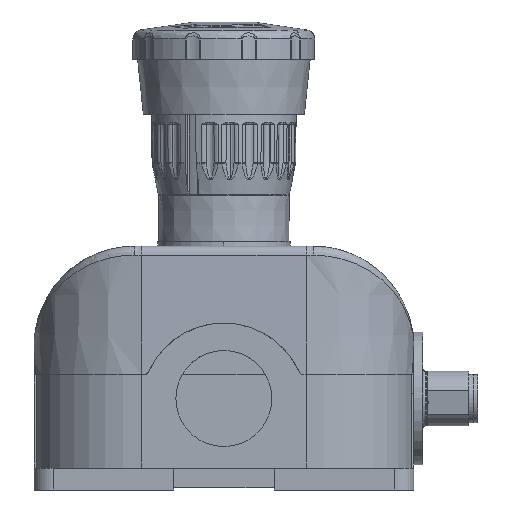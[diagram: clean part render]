
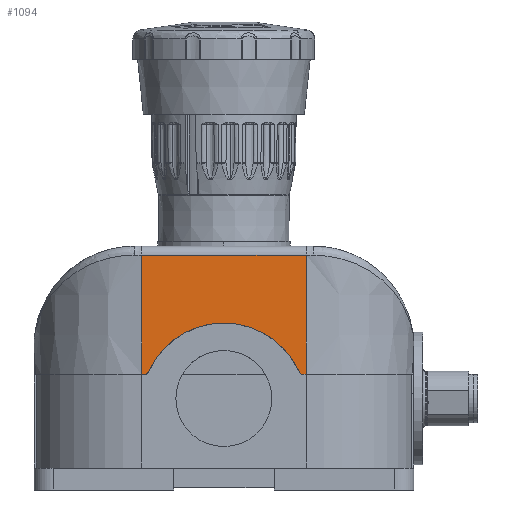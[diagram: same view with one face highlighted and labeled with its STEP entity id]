
A CAD part, front view. The second image highlights one B-rep face of the part: STEP entity #1094.
In plain terms, the highlighted planar face has unit normal (0, -1, 0.006).
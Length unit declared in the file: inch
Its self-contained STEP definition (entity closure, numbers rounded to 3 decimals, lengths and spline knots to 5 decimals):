
#80 = ORIENTED_EDGE ( 'NONE', *, *, #5662, .T. ) ;
#89 = EDGE_LOOP ( 'NONE', ( #21000, #46458, #12471, #31878, #1803, #11056, #44943, #2423, #80 ) ) ;
#1094 = ADVANCED_FACE ( 'NONE', ( #16263 ), #21491, .T. ) ;
#1803 = ORIENTED_EDGE ( 'NONE', *, *, #40891, .T. ) ;
#2423 = ORIENTED_EDGE ( 'NONE', *, *, #31157, .T. ) ;
#2761 = CARTESIAN_POINT ( 'NONE',  ( 0.98668, -2.84032, 1.01706 ) ) ;
#3116 = VERTEX_POINT ( 'NONE', #17317 ) ;
#4215 = VERTEX_POINT ( 'NONE', #22850 ) ;
#4518 = CARTESIAN_POINT ( 'NONE',  ( 1.63386, -2.83788, 1.43701 ) ) ;
#4644 =( BOUNDED_CURVE ( )  B_SPLINE_CURVE ( 3, ( #2761, #17352, #46157, #13313 ),
 .UNSPECIFIED., .F., .F. ) 
 B_SPLINE_CURVE_WITH_KNOTS ( ( 4, 4 ),
 ( 5.132, 6.28319 ),
 .UNSPECIFIED. ) 
 CURVE ( )  GEOMETRIC_REPRESENTATION_ITEM ( )  RATIONAL_B_SPLINE_CURVE ( ( 1., 0.893, 0.893, 1. ) ) 
 REPRESENTATION_ITEM ( '' )  );
#5495 =( BOUNDED_CURVE ( )  B_SPLINE_CURVE ( 3, ( #42937, #20659, #23513, #38386 ),
 .UNSPECIFIED., .F., .F. ) 
 B_SPLINE_CURVE_WITH_KNOTS ( ( 4, 4 ),
 ( 1.99041, 3.14159 ),
 .UNSPECIFIED. ) 
 CURVE ( )  GEOMETRIC_REPRESENTATION_ITEM ( )  RATIONAL_B_SPLINE_CURVE ( ( 1., 0.893, 0.893, 1. ) ) 
 REPRESENTATION_ITEM ( '' )  );
#5662 = EDGE_CURVE ( 'NONE', #36027, #41751, #5495, .T. ) ;
#7823 = LINE ( 'NONE', #15230, #25781 ) ;
#9073 = CARTESIAN_POINT ( 'NONE',  ( 1.92197, -2.83788, 1.43701 ) ) ;
#10480 = LINE ( 'NONE', #25750, #39193 ) ;
#11056 = ORIENTED_EDGE ( 'NONE', *, *, #18130, .T. ) ;
#12273 = VERTEX_POINT ( 'NONE', #33189 ) ;
#12315 = EDGE_CURVE ( 'NONE', #41751, #13003, #10480, .T. ) ;
#12471 = ORIENTED_EDGE ( 'NONE', *, *, #23400, .F. ) ;
#13003 = VERTEX_POINT ( 'NONE', #36689 ) ;
#13313 = CARTESIAN_POINT ( 'NONE',  ( 1.63386, -2.83788, 1.43701 ) ) ;
#13786 = CARTESIAN_POINT ( 'NONE',  ( 2.3134, -2.84044, 0.99606 ) ) ;
#15230 = CARTESIAN_POINT ( 'NONE',  ( 0.81693, -2.83448, 2.02014 ) ) ;
#15907 = DIRECTION ( 'NONE',  ( 0., 0.006, 1. ) ) ;
#16242 =( BOUNDED_CURVE ( )  B_SPLINE_CURVE ( 3, ( #21244, #28185, #32028, #43300 ),
 .UNSPECIFIED., .F., .T. ) 
 B_SPLINE_CURVE_WITH_KNOTS ( ( 4, 4 ),
 ( 0., 1.15118 ),
 .UNSPECIFIED. ) 
 CURVE ( )  GEOMETRIC_REPRESENTATION_ITEM ( )  RATIONAL_B_SPLINE_CURVE ( ( 1., 0.893, 0.893, 1. ) ) 
 REPRESENTATION_ITEM ( '' )  );
#16263 = FACE_OUTER_BOUND ( 'NONE', #89, .T. ) ;
#17206 = DIRECTION ( 'NONE',  ( 0., -1., 0.006 ) ) ;
#17317 = CARTESIAN_POINT ( 'NONE',  ( 0.95432, -2.84044, 0.99606 ) ) ;
#17352 = CARTESIAN_POINT ( 'NONE',  ( 1.10406, -2.83879, 1.28018 ) ) ;
#18130 = EDGE_CURVE ( 'NONE', #3116, #32885, #16242, .T. ) ;
#19032 = LINE ( 'NONE', #30017, #30155 ) ;
#20382 = LINE ( 'NONE', #24421, #35955 ) ;
#20659 = CARTESIAN_POINT ( 'NONE',  ( 2.28691, -2.84039, 1.0039 ) ) ;
#21000 = ORIENTED_EDGE ( 'NONE', *, *, #12315, .T. ) ;
#21244 = CARTESIAN_POINT ( 'NONE',  ( 0.95432, -2.84044, 0.99606 ) ) ;
#21491 = PLANE ( 'NONE',  #25234 ) ;
#22850 = CARTESIAN_POINT ( 'NONE',  ( 0.9252, -2.84044, 0.99606 ) ) ;
#23400 = EDGE_CURVE ( 'NONE', #41273, #12273, #7823, .T. ) ;
#23513 = CARTESIAN_POINT ( 'NONE',  ( 2.29899, -2.84044, 0.99606 ) ) ;
#23723 = DIRECTION ( 'NONE',  ( 1., 0., 0. ) ) ;
#24421 = CARTESIAN_POINT ( 'NONE',  ( 2.62524, -2.84044, 0.99606 ) ) ;
#24817 = DIRECTION ( 'NONE',  ( 1., 0., 0. ) ) ;
#25002 = CARTESIAN_POINT ( 'NONE',  ( 0.9252, -2.84044, 0.99606 ) ) ;
#25234 = AXIS2_PLACEMENT_3D ( 'NONE', #42624, #17206, #25309 ) ;
#25309 = DIRECTION ( 'NONE',  ( 0., -0.006, -1. ) ) ;
#25750 = CARTESIAN_POINT ( 'NONE',  ( 2.62524, -2.84044, 0.99606 ) ) ;
#25781 = VECTOR ( 'NONE', #33413, 39.37008 ) ;
#26973 = CARTESIAN_POINT ( 'NONE',  ( 2.28104, -2.84032, 1.01706 ) ) ;
#27562 =( BOUNDED_CURVE ( )  B_SPLINE_CURVE ( 3, ( #31058, #9073, #45738, #34694 ),
 .UNSPECIFIED., .F., .F. ) 
 B_SPLINE_CURVE_WITH_KNOTS ( ( 4, 4 ),
 ( 0., 1.15118 ),
 .UNSPECIFIED. ) 
 CURVE ( )  GEOMETRIC_REPRESENTATION_ITEM ( )  RATIONAL_B_SPLINE_CURVE ( ( 1., 0.893, 0.893, 1. ) ) 
 REPRESENTATION_ITEM ( '' )  );
#28185 = CARTESIAN_POINT ( 'NONE',  ( 0.96872, -2.84044, 0.99606 ) ) ;
#30017 = CARTESIAN_POINT ( 'NONE',  ( 2.34252, -2.84044, 0.99606 ) ) ;
#30155 = VECTOR ( 'NONE', #15907, 39.37008 ) ;
#31058 = CARTESIAN_POINT ( 'NONE',  ( 1.63386, -2.83788, 1.43701 ) ) ;
#31157 = EDGE_CURVE ( 'NONE', #39868, #36027, #27562, .T. ) ;
#31878 = ORIENTED_EDGE ( 'NONE', *, *, #41875, .T. ) ;
#31997 = EDGE_CURVE ( 'NONE', #13003, #12273, #19032, .T. ) ;
#32028 = CARTESIAN_POINT ( 'NONE',  ( 0.98081, -2.84039, 1.0039 ) ) ;
#32436 = LINE ( 'NONE', #25002, #37402 ) ;
#32885 = VERTEX_POINT ( 'NONE', #39426 ) ;
#33189 = CARTESIAN_POINT ( 'NONE',  ( 2.34252, -2.83448, 2.02014 ) ) ;
#33413 = DIRECTION ( 'NONE',  ( 1., 0., 0. ) ) ;
#33967 = EDGE_CURVE ( 'NONE', #32885, #39868, #4644, .T. ) ;
#34694 = CARTESIAN_POINT ( 'NONE',  ( 2.28104, -2.84032, 1.01706 ) ) ;
#35526 = CARTESIAN_POINT ( 'NONE',  ( 0.9252, -2.83448, 2.02014 ) ) ;
#35955 = VECTOR ( 'NONE', #23723, 39.37008 ) ;
#36027 = VERTEX_POINT ( 'NONE', #26973 ) ;
#36689 = CARTESIAN_POINT ( 'NONE',  ( 2.34252, -2.84044, 0.99606 ) ) ;
#37402 = VECTOR ( 'NONE', #42341, 39.37008 ) ;
#38386 = CARTESIAN_POINT ( 'NONE',  ( 2.3134, -2.84044, 0.99606 ) ) ;
#39193 = VECTOR ( 'NONE', #24817, 39.37008 ) ;
#39426 = CARTESIAN_POINT ( 'NONE',  ( 0.98668, -2.84032, 1.01706 ) ) ;
#39868 = VERTEX_POINT ( 'NONE', #4518 ) ;
#40891 = EDGE_CURVE ( 'NONE', #4215, #3116, #20382, .T. ) ;
#41273 = VERTEX_POINT ( 'NONE', #35526 ) ;
#41751 = VERTEX_POINT ( 'NONE', #13786 ) ;
#41875 = EDGE_CURVE ( 'NONE', #41273, #4215, #32436, .T. ) ;
#42341 = DIRECTION ( 'NONE',  ( 0., -0.006, -1. ) ) ;
#42624 = CARTESIAN_POINT ( 'NONE',  ( 0., -2.84044, 0.99606 ) ) ;
#42937 = CARTESIAN_POINT ( 'NONE',  ( 2.28104, -2.84032, 1.01706 ) ) ;
#43300 = CARTESIAN_POINT ( 'NONE',  ( 0.98668, -2.84032, 1.01706 ) ) ;
#44943 = ORIENTED_EDGE ( 'NONE', *, *, #33967, .T. ) ;
#45738 = CARTESIAN_POINT ( 'NONE',  ( 2.16366, -2.83879, 1.28018 ) ) ;
#46157 = CARTESIAN_POINT ( 'NONE',  ( 1.34574, -2.83788, 1.43701 ) ) ;
#46458 = ORIENTED_EDGE ( 'NONE', *, *, #31997, .T. ) ;
